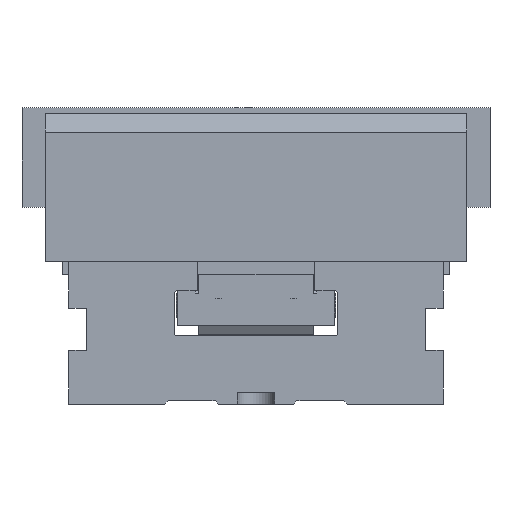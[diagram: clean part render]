
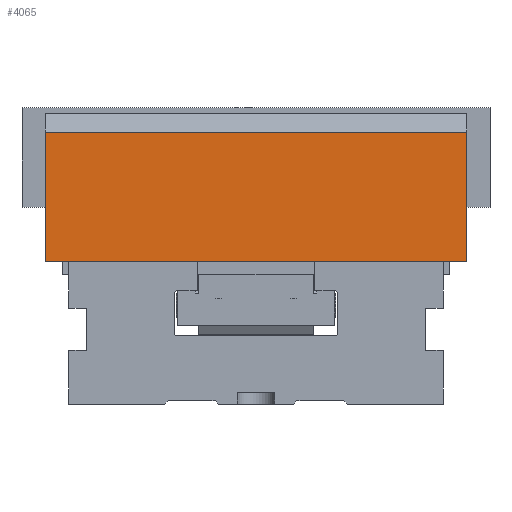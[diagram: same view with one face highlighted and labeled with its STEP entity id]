
A CAD part, left-side view. The second image highlights one B-rep face of the part: STEP entity #4065.
In plain terms, the highlighted planar face has unit normal (-1, 0, 0).
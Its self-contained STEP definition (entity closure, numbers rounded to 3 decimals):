
#4065=ADVANCED_FACE('',(#4661),#4416,.T.);
#4416=PLANE('',#10357);
#4661=FACE_OUTER_BOUND('',#5052,.T.);
#5052=EDGE_LOOP('',(#6070,#6071,#6072,#6073));
#6070=ORIENTED_EDGE('',*,*,#8279,.F.);
#6071=ORIENTED_EDGE('',*,*,#8280,.T.);
#6072=ORIENTED_EDGE('',*,*,#8281,.T.);
#6073=ORIENTED_EDGE('',*,*,#8274,.T.);
#7525=VERTEX_POINT('',#13480);
#7526=VERTEX_POINT('',#13482);
#7530=VERTEX_POINT('',#13492);
#7531=VERTEX_POINT('',#13494);
#8274=EDGE_CURVE('',#7526,#7525,#9095,.T.);
#8279=EDGE_CURVE('',#7530,#7525,#9099,.T.);
#8280=EDGE_CURVE('',#7530,#7531,#9100,.T.);
#8281=EDGE_CURVE('',#7531,#7526,#9101,.T.);
#9095=LINE('',#13481,#9721);
#9099=LINE('',#13491,#9725);
#9100=LINE('',#13493,#9726);
#9101=LINE('',#13495,#9727);
#9721=VECTOR('',#11497,1.);
#9725=VECTOR('',#11505,1.);
#9726=VECTOR('',#11506,1.);
#9727=VECTOR('',#11507,1.);
#10357=AXIS2_PLACEMENT_3D('',#13496,#11508,#11509);
#11497=DIRECTION('',(0.,-1.,0.));
#11505=DIRECTION('',(0.,0.,-1.));
#11506=DIRECTION('',(0.,1.,0.));
#11507=DIRECTION('',(0.,0.,-1.));
#11508=DIRECTION('',(-1.,0.,0.));
#11509=DIRECTION('',(0.,0.,1.));
#13480=CARTESIAN_POINT('',(56.277,130.787,-42.673));
#13481=CARTESIAN_POINT('',(56.277,220.787,-42.673));
#13482=CARTESIAN_POINT('',(56.277,310.787,-42.673));
#13491=CARTESIAN_POINT('',(56.277,130.787,20.627));
#13492=CARTESIAN_POINT('',(56.277,130.787,12.627));
#13493=CARTESIAN_POINT('',(56.277,220.787,12.627));
#13494=CARTESIAN_POINT('',(56.277,310.787,12.627));
#13495=CARTESIAN_POINT('',(56.277,310.787,20.627));
#13496=CARTESIAN_POINT('',(56.277,220.787,20.627));
